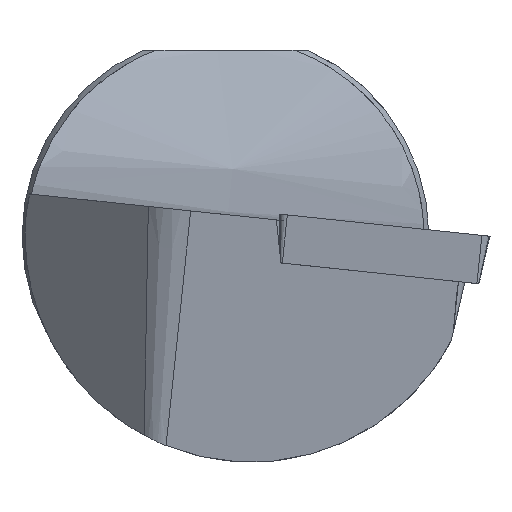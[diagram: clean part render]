
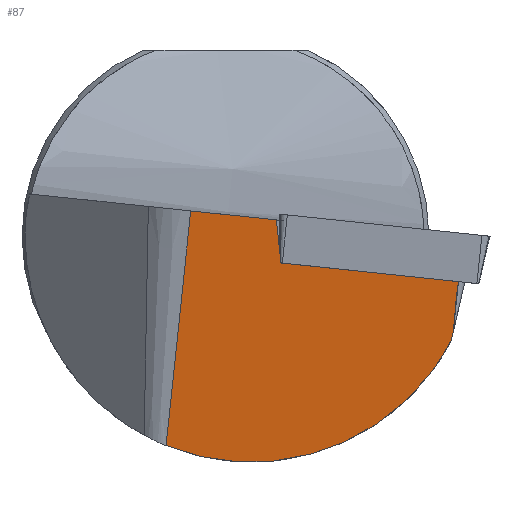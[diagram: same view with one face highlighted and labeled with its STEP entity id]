
A CAD part, left-side view. The second image highlights one B-rep face of the part: STEP entity #87.
In plain terms, the highlighted planar face has unit normal (-0.993, 0.013, -0.121).
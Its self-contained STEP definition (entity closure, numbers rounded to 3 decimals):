
#87=ADVANCED_FACE('',(#134),#118,.T.);
#118=PLANE('',#579);
#134=FACE_OUTER_BOUND('',#164,.T.);
#164=EDGE_LOOP('',(#225,#226,#227,#228,#229,#230,#231));
#213=ELLIPSE('',#578,11.183,11.1);
#225=ORIENTED_EDGE('',*,*,#430,.F.);
#226=ORIENTED_EDGE('',*,*,#431,.F.);
#227=ORIENTED_EDGE('',*,*,#432,.T.);
#228=ORIENTED_EDGE('',*,*,#433,.T.);
#229=ORIENTED_EDGE('',*,*,#425,.F.);
#230=ORIENTED_EDGE('',*,*,#434,.F.);
#231=ORIENTED_EDGE('',*,*,#435,.F.);
#374=VERTEX_POINT('',#779);
#375=VERTEX_POINT('',#781);
#379=VERTEX_POINT('',#797);
#380=VERTEX_POINT('',#798);
#381=VERTEX_POINT('',#800);
#382=VERTEX_POINT('',#802);
#383=VERTEX_POINT('',#805);
#425=EDGE_CURVE('',#374,#375,#502,.T.);
#430=EDGE_CURVE('',#379,#380,#504,.T.);
#431=EDGE_CURVE('',#381,#379,#505,.T.);
#432=EDGE_CURVE('',#381,#382,#506,.T.);
#433=EDGE_CURVE('',#382,#375,#213,.T.);
#434=EDGE_CURVE('',#383,#374,#507,.T.);
#435=EDGE_CURVE('',#380,#383,#508,.T.);
#502=LINE('',#780,#540);
#504=LINE('',#796,#542);
#505=LINE('',#799,#543);
#506=LINE('',#801,#544);
#507=LINE('',#804,#545);
#508=LINE('',#806,#546);
#540=VECTOR('',#633,1.);
#542=VECTOR('',#639,1.);
#543=VECTOR('',#640,1.);
#544=VECTOR('',#641,1.);
#545=VECTOR('',#644,1.);
#546=VECTOR('',#645,1.);
#578=AXIS2_PLACEMENT_3D('',#803,#642,#643);
#579=AXIS2_PLACEMENT_3D('',#807,#646,#647);
#633=DIRECTION('',(0.121,0.23,-0.966));
#639=DIRECTION('',(0.119,-0.104,-0.987));
#640=DIRECTION('',(0.,-0.995,-0.105));
#641=DIRECTION('',(0.122,0.104,-0.987));
#642=DIRECTION('',(-0.993,0.013,-0.121));
#643=DIRECTION('',(0.122,0.104,-0.987));
#644=DIRECTION('',(0.122,0.104,-0.987));
#645=DIRECTION('',(0.,-0.995,-0.105));
#646=DIRECTION('',(-0.993,0.013,-0.121));
#647=DIRECTION('',(-0.121,0.,0.993));
#779=CARTESIAN_POINT('',(0.8,-11.189,-4.723));
#780=CARTESIAN_POINT('',(0.21,-12.31,-0.007));
#781=CARTESIAN_POINT('',(0.852,-11.091,-5.135));
#796=CARTESIAN_POINT('',(0.429,-2.666,-0.786));
#797=CARTESIAN_POINT('',(0.237,-2.499,0.803));
#798=CARTESIAN_POINT('',(0.492,-2.721,-1.312));
#799=CARTESIAN_POINT('',(0.237,-11.668,-0.161));
#800=CARTESIAN_POINT('',(0.237,1.709,1.245));
#801=CARTESIAN_POINT('',(0.2,1.678,1.543));
#802=CARTESIAN_POINT('',(1.661,2.921,-10.286));
#803=CARTESIAN_POINT('',(0.351,-1.25,0.));
#804=CARTESIAN_POINT('',(0.2,-11.7,0.137));
#805=CARTESIAN_POINT('',(0.492,-11.451,-2.23));
#806=CARTESIAN_POINT('',(0.492,-11.451,-2.23));
#807=CARTESIAN_POINT('',(0.2,-11.7,0.137));
